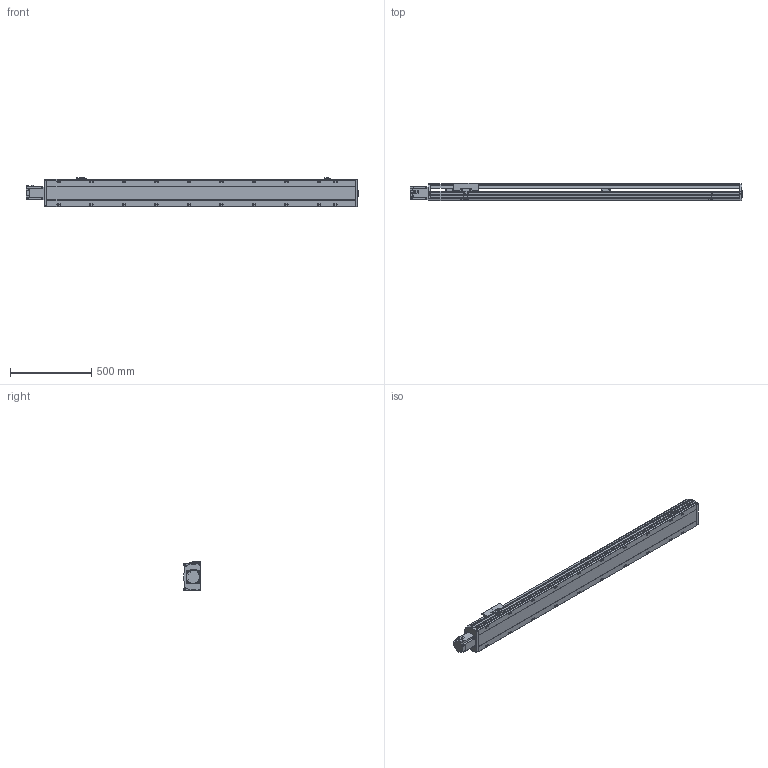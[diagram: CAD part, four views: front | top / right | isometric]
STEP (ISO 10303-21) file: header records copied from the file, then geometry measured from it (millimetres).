
FILE_DESCRIPTION (( 'STEP AP214' ), '1' );
FILE_NAME ('WEX170BC-20XLD-1500XXXX.STEP', '2025-02-28T16:43:30', ( '' ), ( '' ), 'SwSTEP 2.0', 'SolidWorks 2022', '' );
FILE_SCHEMA (( 'AUTOMOTIVE_DESIGN' ));
Length unit declared in the file: millimetre
Products named in the file (14): WEX170M-1500-4; WEX170M-1500-6; WEX170M-1500SLIDER2; WEX170M-1500SLIDER1; WEX170M-1500-2; FANG STICKER; WEX170M-1500-9; WEX170M-1500TOPPLATE; WEX170M-1500MOTOR; WEX170M-1500CARRIAGE; WEX170M-1500-3; WEX170M-1500-22; WEX170BC-20XLD-1500XXXX; WEX170M-1500-1
Assembly tree (13 placements, depth 2):
  WEX170M-1500-6
  WEX170M-1500-22
  WEX170BC-20XLD-1500XXXX
    WEX170M-1500-1
    WEX170M-1500-2
    WEX170M-1500-3
    WEX170M-1500CARRIAGE
    WEX170M-1500-4
    WEX170M-1500-9  x3
    WEX170M-1500TOPPLATE
    WEX170M-1500MOTOR
    WEX170M-1500SLIDER1
    WEX170M-1500SLIDER2
    FANG STICKER
Bounding box: 2041.8 x 110 x 183.76 mm (x, y, z)
Volume: 15443383.4 mm3; surface area: 2327607.5 mm2
Topology: 13 solids, 13 shells, 1559 faces, 4247 edges, 2784 vertices
Faces by surface type: plane 969, cylinder 502, torus 52, cone 36
Entity records: 45741 total; most frequent: CARTESIAN_POINT 10566, ORIENTED_EDGE 7230, DIRECTION 6979, EDGE_CURVE 3615, VECTOR 2501, LINE 2501, VERTEX_POINT 2380, AXIS2_PLACEMENT_3D 2239
